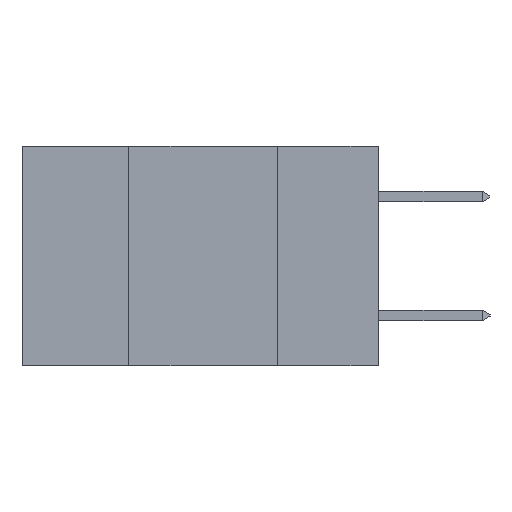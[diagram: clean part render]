
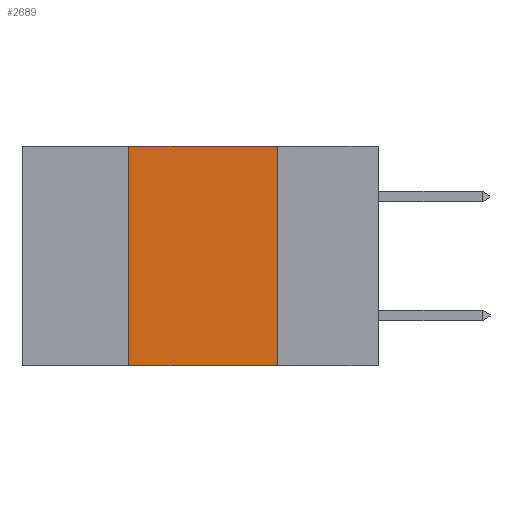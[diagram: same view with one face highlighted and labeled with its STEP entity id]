
A CAD part, left-side view. The second image highlights one B-rep face of the part: STEP entity #2689.
In plain terms, the highlighted planar face has unit normal (-1, 0, 0).
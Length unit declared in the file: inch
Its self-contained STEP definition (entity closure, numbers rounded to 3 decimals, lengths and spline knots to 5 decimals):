
#548 = ORIENTED_EDGE ( 'NONE', *, *, #2788, .T. ) ;
#1245 = VERTEX_POINT ( 'NONE', #6209 ) ;
#2096 = LINE ( 'NONE', #5227, #9802 ) ;
#2689 = ADVANCED_FACE ( 'NONE', ( #5434 ), #10241, .F. ) ;
#2788 = EDGE_CURVE ( 'NONE', #8669, #9202, #6964, .T. ) ;
#2844 = EDGE_CURVE ( 'NONE', #8669, #12251, #11682, .T. ) ;
#2862 = EDGE_CURVE ( 'NONE', #12251, #1245, #6288, .T. ) ;
#2994 = EDGE_CURVE ( 'NONE', #1245, #9202, #2096, .T. ) ;
#3152 = ORIENTED_EDGE ( 'NONE', *, *, #2994, .F. ) ;
#3369 = VECTOR ( 'NONE', #7931, 39.37008 ) ;
#5092 = DIRECTION ( 'NONE',  ( 0., 0., -1. ) ) ;
#5102 = CARTESIAN_POINT ( 'NONE',  ( 0., 0.42, 0. ) ) ;
#5170 = EDGE_LOOP ( 'NONE', ( #3152, #12416, #13306, #548 ) ) ;
#5227 = CARTESIAN_POINT ( 'NONE',  ( 0., 0.17, -0.37 ) ) ;
#5434 = FACE_OUTER_BOUND ( 'NONE', #5170, .T. ) ;
#6209 = CARTESIAN_POINT ( 'NONE',  ( 0., 0.17, 0. ) ) ;
#6288 = LINE ( 'NONE', #7417, #11057 ) ;
#6964 = LINE ( 'NONE', #8492, #9321 ) ;
#7417 = CARTESIAN_POINT ( 'NONE',  ( 0., 0.6, 0. ) ) ;
#7498 = DIRECTION ( 'NONE',  ( 0., -1., 0. ) ) ;
#7911 = CARTESIAN_POINT ( 'NONE',  ( 0., 0.42, -0.37 ) ) ;
#7931 = DIRECTION ( 'NONE',  ( 0., 0., 1. ) ) ;
#8492 = CARTESIAN_POINT ( 'NONE',  ( 0., 0.6, -0.37 ) ) ;
#8643 = DIRECTION ( 'NONE',  ( 0., -1., 0. ) ) ;
#8669 = VERTEX_POINT ( 'NONE', #12917 ) ;
#9202 = VERTEX_POINT ( 'NONE', #11754 ) ;
#9321 = VECTOR ( 'NONE', #8643, 39.37008 ) ;
#9802 = VECTOR ( 'NONE', #5092, 39.37008 ) ;
#9860 = AXIS2_PLACEMENT_3D ( 'NONE', #10371, #10228, #10198 ) ;
#10198 = DIRECTION ( 'NONE',  ( 0., 0., -1. ) ) ;
#10228 = DIRECTION ( 'NONE',  ( 1., 0., 0. ) ) ;
#10241 = PLANE ( 'NONE',  #9860 ) ;
#10371 = CARTESIAN_POINT ( 'NONE',  ( 0., 0.6, 0. ) ) ;
#11057 = VECTOR ( 'NONE', #7498, 39.37008 ) ;
#11682 = LINE ( 'NONE', #7911, #3369 ) ;
#11754 = CARTESIAN_POINT ( 'NONE',  ( 0., 0.17, -0.37 ) ) ;
#12251 = VERTEX_POINT ( 'NONE', #5102 ) ;
#12416 = ORIENTED_EDGE ( 'NONE', *, *, #2862, .F. ) ;
#12917 = CARTESIAN_POINT ( 'NONE',  ( 0., 0.42, -0.37 ) ) ;
#13306 = ORIENTED_EDGE ( 'NONE', *, *, #2844, .F. ) ;
